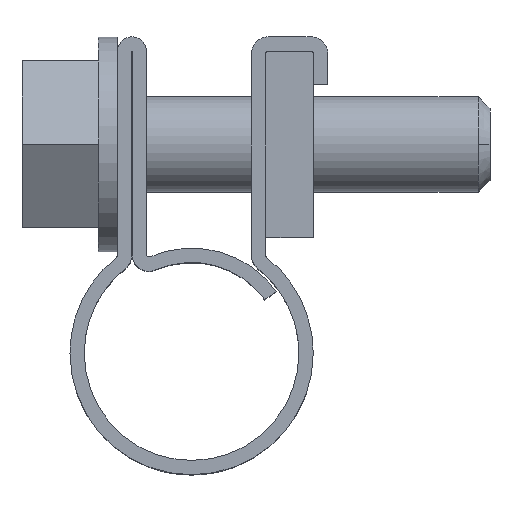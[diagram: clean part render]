
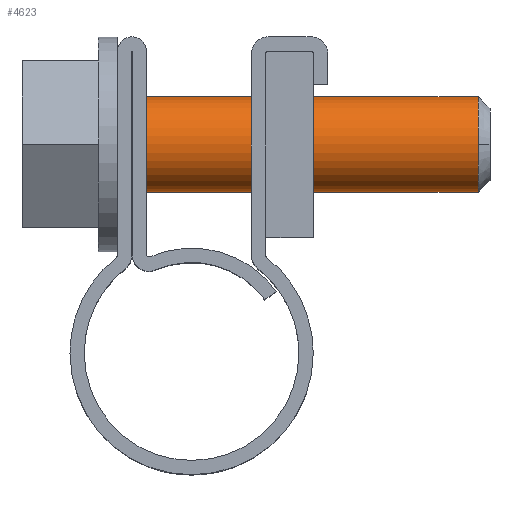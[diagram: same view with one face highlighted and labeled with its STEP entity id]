
A CAD part, top view. The second image highlights one B-rep face of the part: STEP entity #4623.
In plain terms, the highlighted cylindrical face has radius 2 mm (diameter 4 mm), a partial arc.
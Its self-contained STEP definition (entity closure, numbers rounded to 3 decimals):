
#201 = CARTESIAN_POINT ( 'NONE',  ( 12.01, 6.757, 0. ) ) ;
#525 = DIRECTION ( 'NONE',  ( -1., 0., 0. ) ) ;
#690 = EDGE_CURVE ( 'NONE', #4807, #2530, #6030, .T. ) ;
#698 = CYLINDRICAL_SURFACE ( 'NONE', #1954, 2. ) ;
#922 = CARTESIAN_POINT ( 'NONE',  ( 12.51, 10.757, 0. ) ) ;
#1345 = CARTESIAN_POINT ( 'NONE',  ( 12.51, 8.757, 0. ) ) ;
#1350 = EDGE_CURVE ( 'NONE', #6734, #1766, #6264, .T. ) ;
#1370 = CARTESIAN_POINT ( 'NONE',  ( 12.01, 8.757, 0. ) ) ;
#1457 = CARTESIAN_POINT ( 'NONE',  ( 12.01, 8.757, 2. ) ) ;
#1766 = VERTEX_POINT ( 'NONE', #6024 ) ;
#1870 = DIRECTION ( 'NONE',  ( 0., -1., 0. ) ) ;
#1954 = AXIS2_PLACEMENT_3D ( 'NONE', #1345, #4372, #5976 ) ;
#2191 = EDGE_CURVE ( 'NONE', #4807, #6734, #4150, .T. ) ;
#2403 = FACE_OUTER_BOUND ( 'NONE', #4834, .T. ) ;
#2530 = VERTEX_POINT ( 'NONE', #1457 ) ;
#2607 = LINE ( 'NONE', #922, #5857 ) ;
#3027 = CARTESIAN_POINT ( 'NONE',  ( 12.51, 6.757, 0. ) ) ;
#3053 = AXIS2_PLACEMENT_3D ( 'NONE', #3682, #525, #6329 ) ;
#3682 = CARTESIAN_POINT ( 'NONE',  ( 12.01, 8.757, 0. ) ) ;
#3927 = ORIENTED_EDGE ( 'NONE', *, *, #6588, .T. ) ;
#3950 = CARTESIAN_POINT ( 'NONE',  ( -3.11, 8.757, 0. ) ) ;
#4085 = DIRECTION ( 'NONE',  ( -1., 0., 0. ) ) ;
#4150 = LINE ( 'NONE', #3027, #5161 ) ;
#4353 = ORIENTED_EDGE ( 'NONE', *, *, #2191, .F. ) ;
#4372 = DIRECTION ( 'NONE',  ( -1., 0., 0. ) ) ;
#4623 = ADVANCED_FACE ( 'NONE', ( #2403 ), #698, .T. ) ;
#4774 = ORIENTED_EDGE ( 'NONE', *, *, #690, .T. ) ;
#4807 = VERTEX_POINT ( 'NONE', #201 ) ;
#4834 = EDGE_LOOP ( 'NONE', ( #4774, #5427, #3927, #6125, #4353 ) ) ;
#4867 = EDGE_CURVE ( 'NONE', #2530, #5607, #6510, .T. ) ;
#5161 = VECTOR ( 'NONE', #4085, 1000. ) ;
#5213 = CARTESIAN_POINT ( 'NONE',  ( 12.01, 10.757, 0. ) ) ;
#5427 = ORIENTED_EDGE ( 'NONE', *, *, #4867, .T. ) ;
#5492 = DIRECTION ( 'NONE',  ( -1., 0., 0. ) ) ;
#5593 = DIRECTION ( 'NONE',  ( -1., 0., 0. ) ) ;
#5607 = VERTEX_POINT ( 'NONE', #5213 ) ;
#5708 = DIRECTION ( 'NONE',  ( -1., 0., 0. ) ) ;
#5857 = VECTOR ( 'NONE', #5708, 1000. ) ;
#5976 = DIRECTION ( 'NONE',  ( 0., -1., 0. ) ) ;
#6024 = CARTESIAN_POINT ( 'NONE',  ( -3.11, 10.757, 0. ) ) ;
#6030 = CIRCLE ( 'NONE', #3053, 2. ) ;
#6125 = ORIENTED_EDGE ( 'NONE', *, *, #1350, .F. ) ;
#6220 = DIRECTION ( 'NONE',  ( 0., 0., 1. ) ) ;
#6264 = CIRCLE ( 'NONE', #6709, 2. ) ;
#6329 = DIRECTION ( 'NONE',  ( 0., 0., 1. ) ) ;
#6404 = AXIS2_PLACEMENT_3D ( 'NONE', #1370, #5593, #6220 ) ;
#6499 = CARTESIAN_POINT ( 'NONE',  ( -3.11, 6.757, 0. ) ) ;
#6510 = CIRCLE ( 'NONE', #6404, 2. ) ;
#6588 = EDGE_CURVE ( 'NONE', #5607, #1766, #2607, .T. ) ;
#6709 = AXIS2_PLACEMENT_3D ( 'NONE', #3950, #5492, #1870 ) ;
#6734 = VERTEX_POINT ( 'NONE', #6499 ) ;
